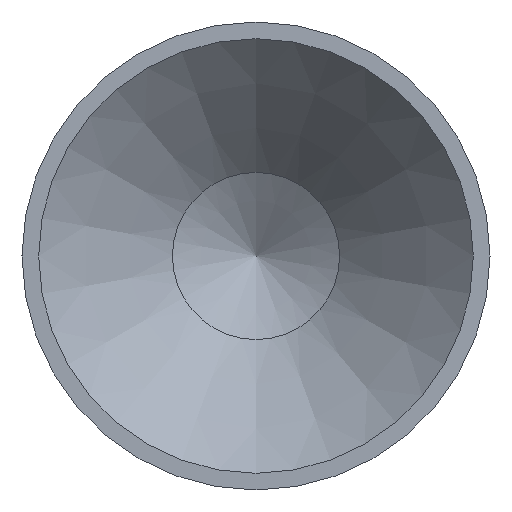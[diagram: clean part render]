
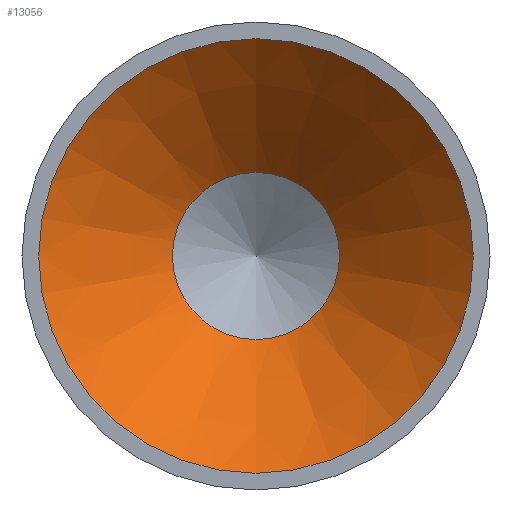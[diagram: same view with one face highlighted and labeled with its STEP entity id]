
A CAD part, front view. The second image highlights one B-rep face of the part: STEP entity #13056.
In plain terms, the highlighted conical face has half-angle 45 degrees and reference radius 6.5 mm.
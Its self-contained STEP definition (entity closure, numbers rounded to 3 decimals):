
#1453 = CIRCLE ( 'NONE', #6526, 2.5 ) ;
#1974 = EDGE_CURVE ( 'NONE', #11135, #11135, #1453, .T. ) ;
#2274 = AXIS2_PLACEMENT_3D ( 'NONE', #9913, #2708, #6820 ) ;
#2708 = DIRECTION ( 'NONE',  ( 0., -1., 0. ) ) ;
#2885 = AXIS2_PLACEMENT_3D ( 'NONE', #5224, #3188, #12227 ) ;
#2991 = CARTESIAN_POINT ( 'NONE',  ( 0., 0., -6.5 ) ) ;
#3188 = DIRECTION ( 'NONE',  ( 0., -1., 0. ) ) ;
#3538 = EDGE_LOOP ( 'NONE', ( #4198 ) ) ;
#4057 = CARTESIAN_POINT ( 'NONE',  ( 0., 4., -2.5 ) ) ;
#4198 = ORIENTED_EDGE ( 'NONE', *, *, #5764, .T. ) ;
#5224 = CARTESIAN_POINT ( 'NONE',  ( 0., 0., 0. ) ) ;
#5764 = EDGE_CURVE ( 'NONE', #12711, #12711, #5935, .T. ) ;
#5935 = CIRCLE ( 'NONE', #2885, 6.5 ) ;
#6397 = FACE_BOUND ( 'NONE', #7843, .T. ) ;
#6526 = AXIS2_PLACEMENT_3D ( 'NONE', #7726, #11650, #6576 ) ;
#6576 = DIRECTION ( 'NONE',  ( 0., 0., -1. ) ) ;
#6820 = DIRECTION ( 'NONE',  ( 0., 0., -1. ) ) ;
#7726 = CARTESIAN_POINT ( 'NONE',  ( 0., 4., 0. ) ) ;
#7843 = EDGE_LOOP ( 'NONE', ( #12982 ) ) ;
#9709 = CONICAL_SURFACE ( 'NONE', #2274, 6.5, 0.785 ) ;
#9913 = CARTESIAN_POINT ( 'NONE',  ( 0., 0., 0. ) ) ;
#11135 = VERTEX_POINT ( 'NONE', #4057 ) ;
#11650 = DIRECTION ( 'NONE',  ( 0., 1., 0. ) ) ;
#12227 = DIRECTION ( 'NONE',  ( 0., 0., -1. ) ) ;
#12711 = VERTEX_POINT ( 'NONE', #2991 ) ;
#12982 = ORIENTED_EDGE ( 'NONE', *, *, #1974, .T. ) ;
#13030 = FACE_OUTER_BOUND ( 'NONE', #3538, .T. ) ;
#13056 = ADVANCED_FACE ( 'NONE', ( #6397, #13030 ), #9709, .F. ) ;
